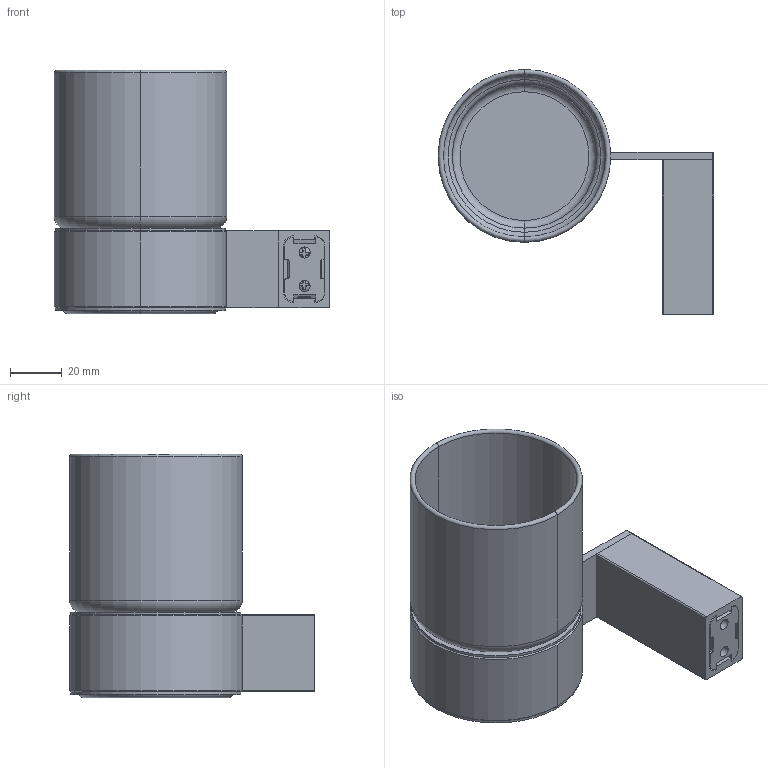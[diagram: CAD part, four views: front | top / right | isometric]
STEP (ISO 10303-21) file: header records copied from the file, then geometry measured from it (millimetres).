
FILE_DESCRIPTION (( 'STEP AP203' ), '1' );
FILE_NAME ('3384.STEP', '2016-07-20T14:29:43', ( '微软中国' ), ( 'Microsoft' ), 'SwSTEP 2.0', 'SolidWorks 2012', '' );
FILE_SCHEMA (( 'CONFIG_CONTROL_DESIGN' ));
Length unit declared in the file: millimetre
Products named in the file (11): 内六角凹端紧定螺丝M5X5; 33假蚾え; 33釱; 3384; 產薛戚; 33单杯圈塑料; 33戚殤; 33爾え; 33单杯圈; 33等戚諉裝; 圉埴芛蹟佪M4X8
Assembly tree (12 placements, depth 3):
  3384
    33釱
    33假蚾え
    内六角凹端紧定螺丝M5X5
    圉埴芛蹟佪M4X8  x2
    33戚殤
      33等戚諉裝
      33单杯圈
      33爾え  x2
    33单杯圈塑料
    產薛戚
Bounding box: 107 x 95 x 94.5 mm (x, y, z)
Volume: 95085.4 mm3; surface area: 86310.9 mm2
Topology: 11 solids, 11 shells, 313 faces, 776 edges, 495 vertices
Faces by surface type: cylinder 136, plane 102, cone 47, torus 18, bspline 10
Entity records: 10797 total; most frequent: CARTESIAN_POINT 3802, ORIENTED_EDGE 1228, DIRECTION 1209, EDGE_CURVE 614, AXIS2_PLACEMENT_3D 458, VERTEX_POINT 391, VECTOR 293, LINE 293
